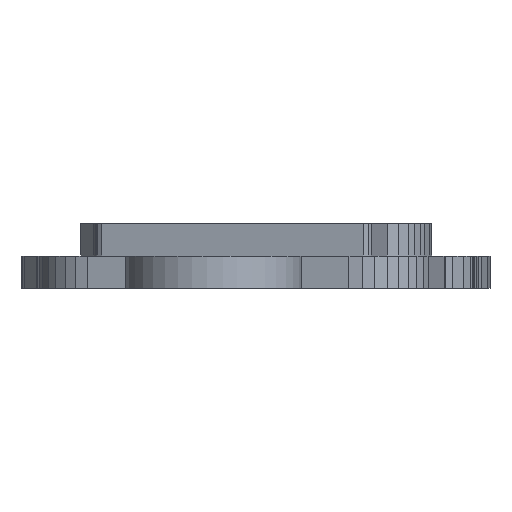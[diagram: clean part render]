
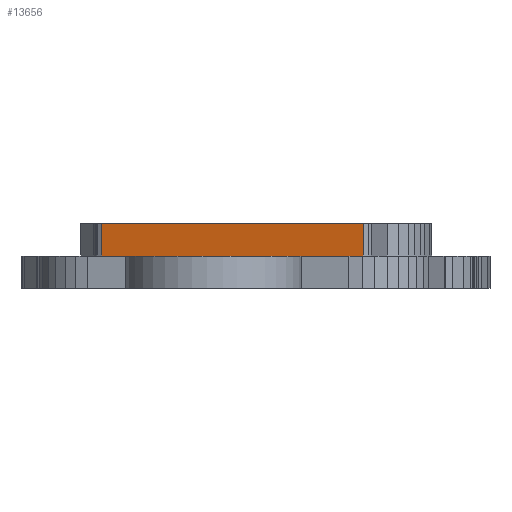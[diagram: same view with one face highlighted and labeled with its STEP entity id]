
A CAD part, left-side view. The second image highlights one B-rep face of the part: STEP entity #13656.
In plain terms, the highlighted planar face has unit normal (-0.97, 0.242, 0).
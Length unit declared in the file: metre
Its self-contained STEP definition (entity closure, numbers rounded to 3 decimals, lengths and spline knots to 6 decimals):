
#2792=ORIENTED_EDGE('',*,*,#4937,.T.);
#2793=ORIENTED_EDGE('',*,*,#5444,.F.);
#2794=ORIENTED_EDGE('',*,*,#5369,.F.);
#2795=ORIENTED_EDGE('',*,*,#5445,.T.);
#4937=EDGE_CURVE('',#6636,#6635,#8219,.T.);
#5369=EDGE_CURVE('',#6933,#6934,#8649,.T.);
#5444=EDGE_CURVE('',#6934,#6635,#8724,.T.);
#5445=EDGE_CURVE('',#6933,#6636,#8725,.T.);
#6635=VERTEX_POINT('',#19858);
#6636=VERTEX_POINT('',#19860);
#6933=VERTEX_POINT('',#20726);
#6934=VERTEX_POINT('',#20728);
#8219=LINE('',#19859,#10185);
#8649=LINE('',#20727,#10615);
#8724=LINE('',#20872,#10690);
#8725=LINE('',#20874,#10691);
#10185=VECTOR('',#16113,1.);
#10615=VECTOR('',#16823,1.);
#10690=VECTOR('',#16950,1.);
#10691=VECTOR('',#16953,1.);
#11628=EDGE_LOOP('',(#2792,#2793,#2794,#2795));
#12316=FACE_BOUND('',#11628,.T.);
#12989=PLANE('',#14353);
#13656=ADVANCED_FACE('',(#12316),#12989,.F.);
#14353=AXIS2_PLACEMENT_3D('',#20873,#16951,#16952);
#16113=DIRECTION('',(-0.242,-0.97,0.));
#16823=DIRECTION('',(-0.242,-0.97,0.));
#16950=DIRECTION('',(0.,0.,-1.));
#16951=DIRECTION('',(0.97,-0.242,0.));
#16952=DIRECTION('',(0.242,0.97,0.));
#16953=DIRECTION('',(0.,0.,-1.));
#19858=CARTESIAN_POINT('',(-0.03514,-0.004872,0.001475));
#19859=CARTESIAN_POINT('',(-0.033657,0.001075,0.001475));
#19860=CARTESIAN_POINT('',(-0.032175,0.007022,0.001475));
#20726=CARTESIAN_POINT('',(-0.032175,0.007022,0.00295));
#20727=CARTESIAN_POINT('',(-0.033657,0.001075,0.00295));
#20728=CARTESIAN_POINT('',(-0.03514,-0.004872,0.00295));
#20872=CARTESIAN_POINT('',(-0.03514,-0.004872,0.00295));
#20873=CARTESIAN_POINT('',(-0.033657,0.001075,0.00295));
#20874=CARTESIAN_POINT('',(-0.032175,0.007022,0.00295));
